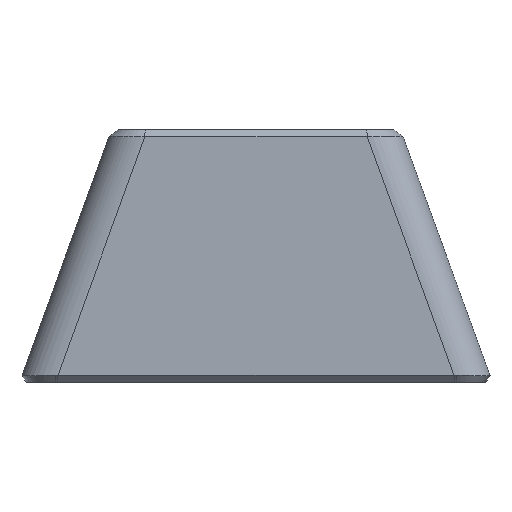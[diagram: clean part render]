
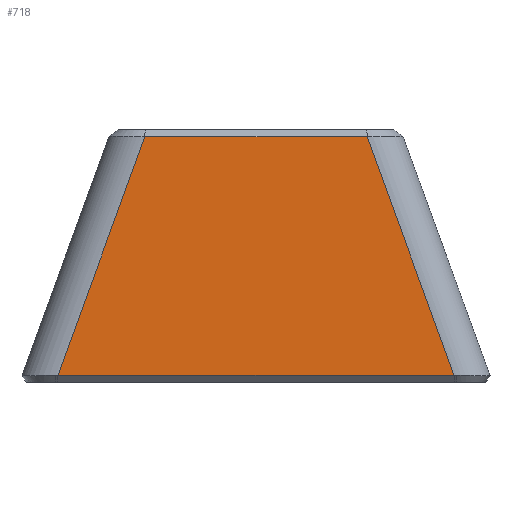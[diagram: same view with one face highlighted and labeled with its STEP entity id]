
A CAD part, left-side view. The second image highlights one B-rep face of the part: STEP entity #718.
In plain terms, the highlighted planar face has unit normal (-1, 0, 0).
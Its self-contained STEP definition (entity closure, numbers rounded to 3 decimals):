
#85=FACE_OUTER_BOUND('',#128,.T.);
#128=EDGE_LOOP('',(#605,#606,#607,#608));
#144=LINE('',#981,#213);
#158=LINE('',#1081,#227);
#195=LINE('',#1254,#264);
#199=LINE('',#1300,#268);
#213=VECTOR('',#802,10.);
#227=VECTOR('',#824,10.);
#264=VECTOR('',#911,10.);
#268=VECTOR('',#923,10.);
#296=VERTEX_POINT('',#972);
#298=VERTEX_POINT('',#979);
#311=VERTEX_POINT('',#1076);
#347=VERTEX_POINT('',#1252);
#361=EDGE_CURVE('',#298,#296,#144,.T.);
#381=EDGE_CURVE('',#311,#298,#158,.T.);
#436=EDGE_CURVE('',#347,#311,#195,.T.);
#442=EDGE_CURVE('',#296,#347,#199,.T.);
#605=ORIENTED_EDGE('',*,*,#361,.F.);
#606=ORIENTED_EDGE('',*,*,#381,.F.);
#607=ORIENTED_EDGE('',*,*,#436,.F.);
#608=ORIENTED_EDGE('',*,*,#442,.F.);
#683=PLANE('',#778);
#718=ADVANCED_FACE('',(#85),#683,.T.);
#778=AXIS2_PLACEMENT_3D('',#1299,#921,#922);
#802=DIRECTION('',(0.,-1.,0.));
#824=DIRECTION('',(0.,-0.342,0.94));
#911=DIRECTION('',(0.,1.,0.));
#921=DIRECTION('center_axis',(-1.,0.,0.));
#922=DIRECTION('ref_axis',(0.,-1.,0.));
#923=DIRECTION('',(0.,-0.342,-0.94));
#972=CARTESIAN_POINT('',(-24.503,-2.613,61.35));
#979=CARTESIAN_POINT('',(-24.503,10.602,61.35));
#981=CARTESIAN_POINT('',(-24.503,10.02,61.35));
#1076=CARTESIAN_POINT('',(-24.503,15.771,47.15));
#1081=CARTESIAN_POINT('',(-24.503,16.048,46.387));
#1252=CARTESIAN_POINT('',(-24.503,-7.781,47.15));
#1254=CARTESIAN_POINT('',(-24.503,10.02,47.15));
#1299=CARTESIAN_POINT('Origin',(-24.503,16.045,46.75));
#1300=CARTESIAN_POINT('',(-24.503,-6.649,50.26));
